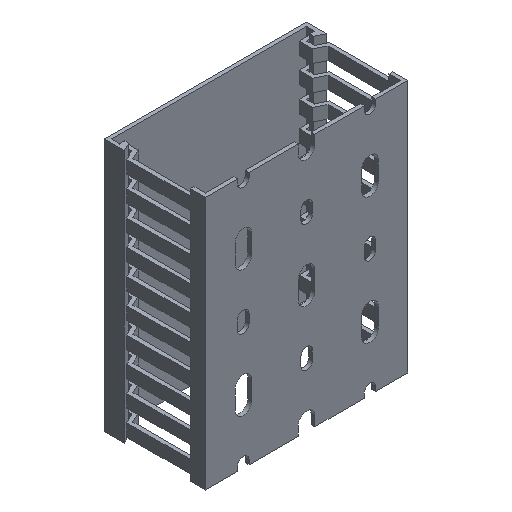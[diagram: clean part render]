
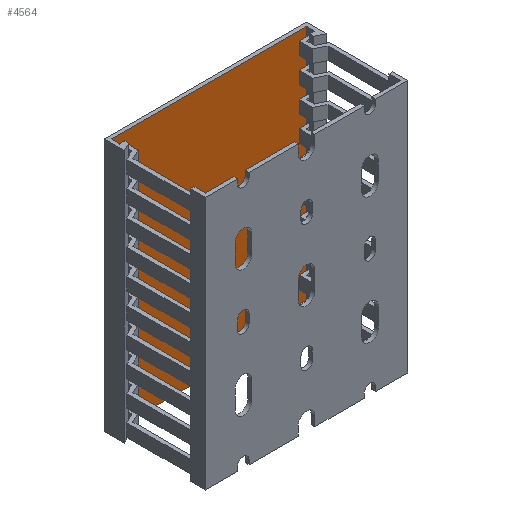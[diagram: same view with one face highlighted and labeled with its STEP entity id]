
A CAD part, isometric view. The second image highlights one B-rep face of the part: STEP entity #4564.
In plain terms, the highlighted planar face has unit normal (0, -1, 0).
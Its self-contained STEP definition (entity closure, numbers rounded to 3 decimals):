
#65 = CARTESIAN_POINT ( 'NONE',  ( 38.5, 38.5, -100. ) ) ;
#801 = VECTOR ( 'NONE', #1002, 1000. ) ;
#1002 = DIRECTION ( 'NONE',  ( 1., 0., 0. ) ) ;
#1065 = AXIS2_PLACEMENT_3D ( 'NONE', #4234, #7852, #7711 ) ;
#1769 = CARTESIAN_POINT ( 'NONE',  ( 38.5, 38.5, 0. ) ) ;
#1778 = CARTESIAN_POINT ( 'NONE',  ( 38.5, 38.5, -100. ) ) ;
#1825 = CARTESIAN_POINT ( 'NONE',  ( -38.5, 38.5, 0. ) ) ;
#2189 = VECTOR ( 'NONE', #7587, 1000. ) ;
#2475 = CARTESIAN_POINT ( 'NONE',  ( -38.5, 38.5, -100. ) ) ;
#2487 = VERTEX_POINT ( 'NONE', #3337 ) ;
#2679 = EDGE_CURVE ( 'NONE', #5133, #4193, #8158, .T. ) ;
#3164 = ORIENTED_EDGE ( 'NONE', *, *, #8353, .T. ) ;
#3337 = CARTESIAN_POINT ( 'NONE',  ( -38.5, 38.5, -100. ) ) ;
#3399 = DIRECTION ( 'NONE',  ( 0., 0., 1. ) ) ;
#3561 = CARTESIAN_POINT ( 'NONE',  ( -38.5, 38.5, 0. ) ) ;
#4193 = VERTEX_POINT ( 'NONE', #1769 ) ;
#4234 = CARTESIAN_POINT ( 'NONE',  ( -38.5, 38.5, -100. ) ) ;
#4348 = LINE ( 'NONE', #65, #9337 ) ;
#4564 = ADVANCED_FACE ( 'NONE', ( #5608 ), #9335, .T. ) ;
#5133 = VERTEX_POINT ( 'NONE', #3561 ) ;
#5143 = ORIENTED_EDGE ( 'NONE', *, *, #2679, .F. ) ;
#5560 = ORIENTED_EDGE ( 'NONE', *, *, #7298, .T. ) ;
#5608 = FACE_OUTER_BOUND ( 'NONE', #6422, .T. ) ;
#5729 = DIRECTION ( 'NONE',  ( 0., 0., 1. ) ) ;
#5743 = VERTEX_POINT ( 'NONE', #1778 ) ;
#5759 = EDGE_CURVE ( 'NONE', #2487, #5133, #8534, .T. ) ;
#6188 = LINE ( 'NONE', #2475, #801 ) ;
#6422 = EDGE_LOOP ( 'NONE', ( #5143, #8536, #5560, #3164 ) ) ;
#7004 = CARTESIAN_POINT ( 'NONE',  ( -38.5, 38.5, -100. ) ) ;
#7298 = EDGE_CURVE ( 'NONE', #2487, #5743, #6188, .T. ) ;
#7587 = DIRECTION ( 'NONE',  ( 1., 0., 0. ) ) ;
#7711 = DIRECTION ( 'NONE',  ( 0., 0., -1. ) ) ;
#7852 = DIRECTION ( 'NONE',  ( 0., -1., 0. ) ) ;
#8158 = LINE ( 'NONE', #1825, #2189 ) ;
#8353 = EDGE_CURVE ( 'NONE', #5743, #4193, #4348, .T. ) ;
#8534 = LINE ( 'NONE', #7004, #9300 ) ;
#8536 = ORIENTED_EDGE ( 'NONE', *, *, #5759, .F. ) ;
#9300 = VECTOR ( 'NONE', #3399, 1000. ) ;
#9335 = PLANE ( 'NONE',  #1065 ) ;
#9337 = VECTOR ( 'NONE', #5729, 1000. ) ;
